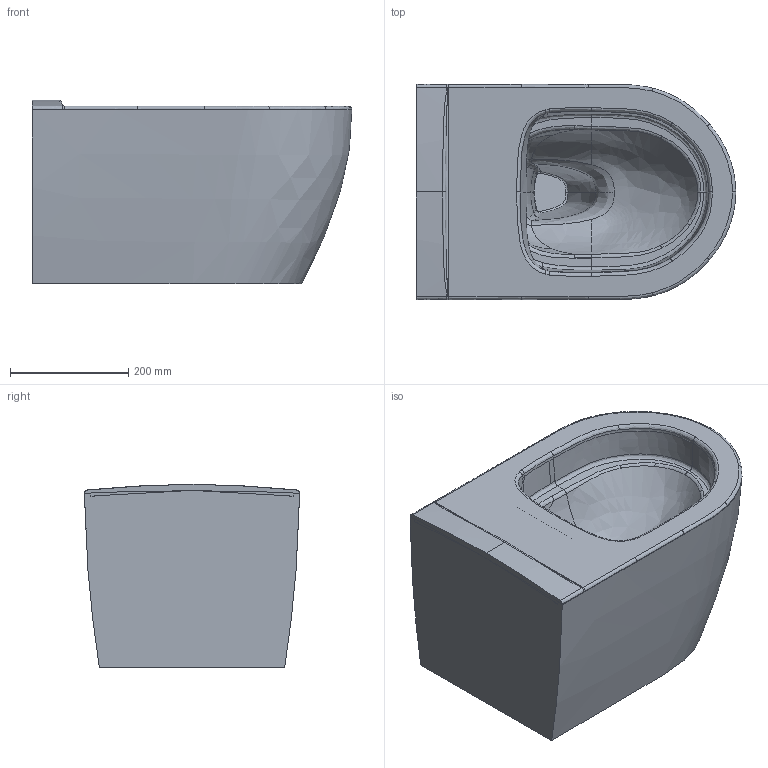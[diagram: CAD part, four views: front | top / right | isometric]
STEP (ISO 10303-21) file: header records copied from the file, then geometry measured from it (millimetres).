
FILE_DESCRIPTION(/* description */ ('AP214 STEP file'),/* implementation_level */ '2;1');
FILE_NAME(/* name */ '400002000P_out.stp',/* time_stamp */ '2024-09-30T04:32:44+02:00',/* author */ (''),/* organization */ (''),/* preprocessor_version */ 'ST-DEVELOPER v18.1',/* originating_system */ 'Elysium Co. Ltd. STEP Translator v8.3.0.0',/* authorisation */ '');
FILE_SCHEMA (('AUTOMOTIVE_DESIGN { 1 0 10303 214 3 1 1 }'));
Products named in the file (1): 400002000P_extract
Bounding box: 540.41 x 364.02 x 310 mm (x, y, z)
Volume: 250992.4 mm3; surface area: 1168063.5 mm2
Topology: 4 solids, 9 shells, 439 faces, 1307 edges, 814 vertices
Faces by surface type: bspline 299, plane 66, cylinder 41, extrusion 15, cone 8, sphere 5, torus 5
Entity records: 41014 total; most frequent: CARTESIAN_POINT 29308, ORIENTED_EDGE 2642, EDGE_CURVE 1300, B_SPLINE_CURVE_WITH_KNOTS 1021, STYLED_ITEM 878, VERTEX_POINT 814, EDGE_LOOP 444, ADVANCED_FACE 439
